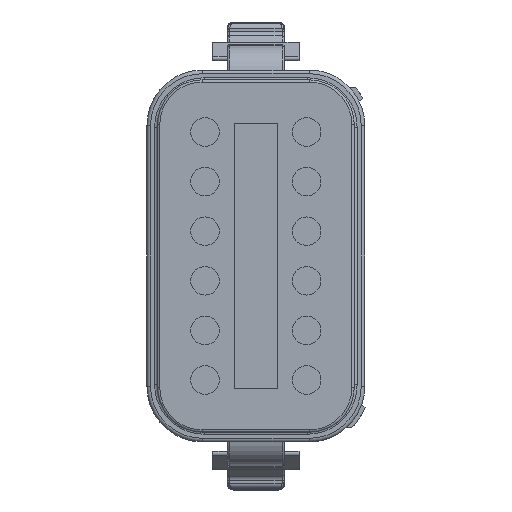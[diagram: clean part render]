
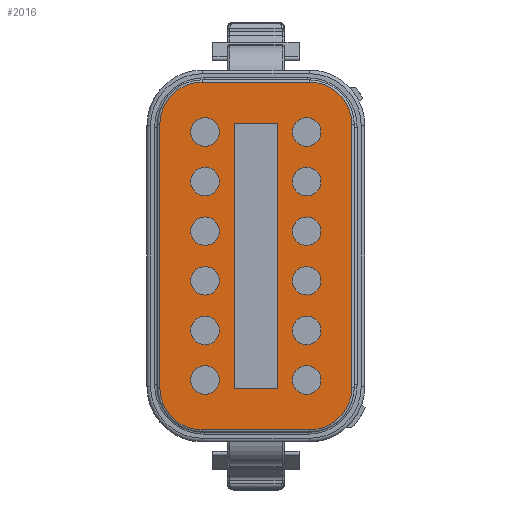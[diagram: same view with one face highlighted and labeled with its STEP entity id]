
A CAD part, front view. The second image highlights one B-rep face of the part: STEP entity #2016.
In plain terms, the highlighted planar face has unit normal (0, -1, 0).
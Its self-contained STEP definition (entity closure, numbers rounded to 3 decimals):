
#2016=ADVANCED_FACE('',(#2391,#2392,#2393,#2394,#2395,#2396,#2397,#2398,
#2399,#2400,#2401,#2402,#2403,#2404),#2281,.T.);
#2281=PLANE('',#12171);
#2391=FACE_BOUND('',#3079,.T.);
#2392=FACE_BOUND('',#3080,.T.);
#2393=FACE_BOUND('',#3081,.T.);
#2394=FACE_BOUND('',#3082,.T.);
#2395=FACE_BOUND('',#3083,.T.);
#2396=FACE_BOUND('',#3084,.T.);
#2397=FACE_BOUND('',#3085,.T.);
#2398=FACE_BOUND('',#3086,.T.);
#2399=FACE_BOUND('',#3087,.T.);
#2400=FACE_BOUND('',#3088,.T.);
#2401=FACE_BOUND('',#3089,.T.);
#2402=FACE_BOUND('',#3090,.T.);
#2403=FACE_BOUND('',#3091,.T.);
#2404=FACE_BOUND('',#3092,.T.);
#3079=EDGE_LOOP('',(#6670,#6671,#6672,#6673,#6674,#6675,#6676,#6677));
#3080=EDGE_LOOP('',(#6678,#6679,#6680,#6681));
#3081=EDGE_LOOP('',(#6682));
#3082=EDGE_LOOP('',(#6683));
#3083=EDGE_LOOP('',(#6684));
#3084=EDGE_LOOP('',(#6685));
#3085=EDGE_LOOP('',(#6686));
#3086=EDGE_LOOP('',(#6687));
#3087=EDGE_LOOP('',(#6688));
#3088=EDGE_LOOP('',(#6689));
#3089=EDGE_LOOP('',(#6690));
#3090=EDGE_LOOP('',(#6691));
#3091=EDGE_LOOP('',(#6692));
#3092=EDGE_LOOP('',(#6693));
#3816=CIRCLE('',#12139,1.28);
#3817=CIRCLE('',#12141,1.28);
#3818=CIRCLE('',#12143,1.28);
#3819=CIRCLE('',#12145,1.28);
#3820=CIRCLE('',#12147,1.28);
#3821=CIRCLE('',#12149,1.28);
#3822=CIRCLE('',#12151,1.28);
#3823=CIRCLE('',#12153,1.28);
#3824=CIRCLE('',#12155,1.28);
#3825=CIRCLE('',#12157,1.28);
#3826=CIRCLE('',#12159,1.28);
#3827=CIRCLE('',#12161,1.28);
#3828=CIRCLE('',#12167,3.8);
#3829=CIRCLE('',#12168,3.8);
#3830=CIRCLE('',#12169,3.8);
#3831=CIRCLE('',#12170,3.8);
#6670=ORIENTED_EDGE('',*,*,#9557,.T.);
#6671=ORIENTED_EDGE('',*,*,#9558,.T.);
#6672=ORIENTED_EDGE('',*,*,#9559,.T.);
#6673=ORIENTED_EDGE('',*,*,#9560,.T.);
#6674=ORIENTED_EDGE('',*,*,#9561,.T.);
#6675=ORIENTED_EDGE('',*,*,#9562,.T.);
#6676=ORIENTED_EDGE('',*,*,#9563,.T.);
#6677=ORIENTED_EDGE('',*,*,#9564,.T.);
#6678=ORIENTED_EDGE('',*,*,#9556,.F.);
#6679=ORIENTED_EDGE('',*,*,#9554,.F.);
#6680=ORIENTED_EDGE('',*,*,#9552,.F.);
#6681=ORIENTED_EDGE('',*,*,#9549,.F.);
#6682=ORIENTED_EDGE('',*,*,#9548,.F.);
#6683=ORIENTED_EDGE('',*,*,#9547,.F.);
#6684=ORIENTED_EDGE('',*,*,#9546,.F.);
#6685=ORIENTED_EDGE('',*,*,#9545,.F.);
#6686=ORIENTED_EDGE('',*,*,#9544,.F.);
#6687=ORIENTED_EDGE('',*,*,#9543,.F.);
#6688=ORIENTED_EDGE('',*,*,#9542,.F.);
#6689=ORIENTED_EDGE('',*,*,#9541,.F.);
#6690=ORIENTED_EDGE('',*,*,#9540,.F.);
#6691=ORIENTED_EDGE('',*,*,#9539,.F.);
#6692=ORIENTED_EDGE('',*,*,#9538,.F.);
#6693=ORIENTED_EDGE('',*,*,#9537,.F.);
#8025=VERTEX_POINT('',#23052);
#8026=VERTEX_POINT('',#23055);
#8027=VERTEX_POINT('',#23058);
#8028=VERTEX_POINT('',#23061);
#8029=VERTEX_POINT('',#23064);
#8030=VERTEX_POINT('',#23067);
#8031=VERTEX_POINT('',#23070);
#8032=VERTEX_POINT('',#23073);
#8033=VERTEX_POINT('',#23076);
#8034=VERTEX_POINT('',#23079);
#8035=VERTEX_POINT('',#23082);
#8036=VERTEX_POINT('',#23085);
#8037=VERTEX_POINT('',#23088);
#8038=VERTEX_POINT('',#23089);
#8039=VERTEX_POINT('',#23094);
#8040=VERTEX_POINT('',#23098);
#8041=VERTEX_POINT('',#23104);
#8042=VERTEX_POINT('',#23105);
#8043=VERTEX_POINT('',#23107);
#8044=VERTEX_POINT('',#23109);
#8045=VERTEX_POINT('',#23111);
#8046=VERTEX_POINT('',#23113);
#8047=VERTEX_POINT('',#23115);
#8048=VERTEX_POINT('',#23117);
#9537=EDGE_CURVE('',#8025,#8025,#3816,.T.);
#9538=EDGE_CURVE('',#8026,#8026,#3817,.T.);
#9539=EDGE_CURVE('',#8027,#8027,#3818,.T.);
#9540=EDGE_CURVE('',#8028,#8028,#3819,.T.);
#9541=EDGE_CURVE('',#8029,#8029,#3820,.T.);
#9542=EDGE_CURVE('',#8030,#8030,#3821,.T.);
#9543=EDGE_CURVE('',#8031,#8031,#3822,.T.);
#9544=EDGE_CURVE('',#8032,#8032,#3823,.T.);
#9545=EDGE_CURVE('',#8033,#8033,#3824,.T.);
#9546=EDGE_CURVE('',#8034,#8034,#3825,.T.);
#9547=EDGE_CURVE('',#8035,#8035,#3826,.T.);
#9548=EDGE_CURVE('',#8036,#8036,#3827,.T.);
#9549=EDGE_CURVE('',#8037,#8038,#10327,.T.);
#9552=EDGE_CURVE('',#8038,#8039,#10330,.T.);
#9554=EDGE_CURVE('',#8039,#8040,#10332,.T.);
#9556=EDGE_CURVE('',#8040,#8037,#10334,.T.);
#9557=EDGE_CURVE('',#8041,#8042,#10335,.T.);
#9558=EDGE_CURVE('',#8042,#8043,#3828,.T.);
#9559=EDGE_CURVE('',#8043,#8044,#10336,.T.);
#9560=EDGE_CURVE('',#8044,#8045,#3829,.T.);
#9561=EDGE_CURVE('',#8045,#8046,#10337,.T.);
#9562=EDGE_CURVE('',#8046,#8047,#3830,.T.);
#9563=EDGE_CURVE('',#8047,#8048,#10338,.T.);
#9564=EDGE_CURVE('',#8048,#8041,#3831,.T.);
#10327=LINE('',#23087,#10980);
#10330=LINE('',#23093,#10983);
#10332=LINE('',#23097,#10985);
#10334=LINE('',#23101,#10987);
#10335=LINE('',#23103,#10988);
#10336=LINE('',#23108,#10989);
#10337=LINE('',#23112,#10990);
#10338=LINE('',#23116,#10991);
#10980=VECTOR('',#15130,1.);
#10983=VECTOR('',#15135,1.);
#10985=VECTOR('',#15139,1.);
#10987=VECTOR('',#15143,1.);
#10988=VECTOR('',#15146,1.);
#10989=VECTOR('',#15149,1.);
#10990=VECTOR('',#15152,1.);
#10991=VECTOR('',#15155,1.);
#12139=AXIS2_PLACEMENT_3D('',#23051,#15082,#15083);
#12141=AXIS2_PLACEMENT_3D('',#23054,#15086,#15087);
#12143=AXIS2_PLACEMENT_3D('',#23057,#15090,#15091);
#12145=AXIS2_PLACEMENT_3D('',#23060,#15094,#15095);
#12147=AXIS2_PLACEMENT_3D('',#23063,#15098,#15099);
#12149=AXIS2_PLACEMENT_3D('',#23066,#15102,#15103);
#12151=AXIS2_PLACEMENT_3D('',#23069,#15106,#15107);
#12153=AXIS2_PLACEMENT_3D('',#23072,#15110,#15111);
#12155=AXIS2_PLACEMENT_3D('',#23075,#15114,#15115);
#12157=AXIS2_PLACEMENT_3D('',#23078,#15118,#15119);
#12159=AXIS2_PLACEMENT_3D('',#23081,#15122,#15123);
#12161=AXIS2_PLACEMENT_3D('',#23084,#15126,#15127);
#12167=AXIS2_PLACEMENT_3D('',#23106,#15147,#15148);
#12168=AXIS2_PLACEMENT_3D('',#23110,#15150,#15151);
#12169=AXIS2_PLACEMENT_3D('',#23114,#15153,#15154);
#12170=AXIS2_PLACEMENT_3D('',#23118,#15156,#15157);
#12171=AXIS2_PLACEMENT_3D('',#23119,#15158,#15159);
#15082=DIRECTION('',(0.,-1.,0.));
#15083=DIRECTION('',(1.,0.,0.));
#15086=DIRECTION('',(0.,-1.,0.));
#15087=DIRECTION('',(1.,0.,0.));
#15090=DIRECTION('',(0.,-1.,0.));
#15091=DIRECTION('',(1.,0.,0.));
#15094=DIRECTION('',(0.,-1.,0.));
#15095=DIRECTION('',(1.,0.,0.));
#15098=DIRECTION('',(0.,-1.,0.));
#15099=DIRECTION('',(1.,0.,0.));
#15102=DIRECTION('',(0.,-1.,0.));
#15103=DIRECTION('',(1.,0.,0.));
#15106=DIRECTION('',(0.,-1.,0.));
#15107=DIRECTION('',(1.,0.,0.));
#15110=DIRECTION('',(0.,-1.,0.));
#15111=DIRECTION('',(1.,0.,0.));
#15114=DIRECTION('',(0.,-1.,0.));
#15115=DIRECTION('',(1.,0.,0.));
#15118=DIRECTION('',(0.,-1.,0.));
#15119=DIRECTION('',(1.,0.,0.));
#15122=DIRECTION('',(0.,-1.,0.));
#15123=DIRECTION('',(1.,0.,0.));
#15126=DIRECTION('',(0.,-1.,0.));
#15127=DIRECTION('',(1.,0.,0.));
#15130=DIRECTION('',(1.,0.,0.));
#15135=DIRECTION('',(0.,0.,1.));
#15139=DIRECTION('',(-1.,0.,0.));
#15143=DIRECTION('',(0.,0.,-1.));
#15146=DIRECTION('',(-1.,0.,0.));
#15147=DIRECTION('',(0.,-1.,0.));
#15148=DIRECTION('',(0.,0.,-1.));
#15149=DIRECTION('',(0.,0.,-1.));
#15150=DIRECTION('',(0.,-1.,0.));
#15151=DIRECTION('',(0.,0.,-1.));
#15152=DIRECTION('',(1.,0.,0.));
#15153=DIRECTION('',(0.,-1.,0.));
#15154=DIRECTION('',(0.,0.,-1.));
#15155=DIRECTION('',(0.,0.,1.));
#15156=DIRECTION('',(0.,-1.,0.));
#15157=DIRECTION('',(0.,0.,-1.));
#15158=DIRECTION('',(0.,-1.,0.));
#15159=DIRECTION('',(0.,0.,1.));
#23051=CARTESIAN_POINT('',(4.56,11.9,11.125));
#23052=CARTESIAN_POINT('',(5.84,11.9,11.125));
#23054=CARTESIAN_POINT('',(-4.56,11.9,11.125));
#23055=CARTESIAN_POINT('',(-3.28,11.9,11.125));
#23057=CARTESIAN_POINT('',(-4.56,11.9,-11.125));
#23058=CARTESIAN_POINT('',(-3.28,11.9,-11.125));
#23060=CARTESIAN_POINT('',(4.56,11.9,-11.125));
#23061=CARTESIAN_POINT('',(5.84,11.9,-11.125));
#23063=CARTESIAN_POINT('',(4.56,11.9,2.225));
#23064=CARTESIAN_POINT('',(5.84,11.9,2.225));
#23066=CARTESIAN_POINT('',(4.56,11.9,-6.675));
#23067=CARTESIAN_POINT('',(5.84,11.9,-6.675));
#23069=CARTESIAN_POINT('',(-4.56,11.9,2.225));
#23070=CARTESIAN_POINT('',(-3.28,11.9,2.225));
#23072=CARTESIAN_POINT('',(-4.56,11.9,-6.675));
#23073=CARTESIAN_POINT('',(-3.28,11.9,-6.675));
#23075=CARTESIAN_POINT('',(-4.56,11.9,-2.225));
#23076=CARTESIAN_POINT('',(-3.28,11.9,-2.225));
#23078=CARTESIAN_POINT('',(-4.56,11.9,6.675));
#23079=CARTESIAN_POINT('',(-3.28,11.9,6.675));
#23081=CARTESIAN_POINT('',(4.56,11.9,-2.225));
#23082=CARTESIAN_POINT('',(5.84,11.9,-2.225));
#23084=CARTESIAN_POINT('',(4.56,11.9,6.675));
#23085=CARTESIAN_POINT('',(5.84,11.9,6.675));
#23087=CARTESIAN_POINT('',(-1.95,11.9,-11.85));
#23088=CARTESIAN_POINT('',(-1.95,11.9,-11.85));
#23089=CARTESIAN_POINT('',(1.95,11.9,-11.85));
#23093=CARTESIAN_POINT('',(1.95,11.9,-11.85));
#23094=CARTESIAN_POINT('',(1.95,11.9,11.85));
#23097=CARTESIAN_POINT('',(1.95,11.9,11.85));
#23098=CARTESIAN_POINT('',(-1.95,11.9,11.85));
#23101=CARTESIAN_POINT('',(-1.95,11.9,11.85));
#23103=CARTESIAN_POINT('',(-4.825,11.9,15.6));
#23104=CARTESIAN_POINT('',(4.825,11.9,15.6));
#23105=CARTESIAN_POINT('',(-4.825,11.9,15.6));
#23106=CARTESIAN_POINT('',(-4.825,11.9,11.8));
#23107=CARTESIAN_POINT('',(-8.625,11.9,11.8));
#23108=CARTESIAN_POINT('',(-8.625,11.9,-11.8));
#23109=CARTESIAN_POINT('',(-8.625,11.9,-11.8));
#23110=CARTESIAN_POINT('',(-4.825,11.9,-11.8));
#23111=CARTESIAN_POINT('',(-4.825,11.9,-15.6));
#23112=CARTESIAN_POINT('',(4.825,11.9,-15.6));
#23113=CARTESIAN_POINT('',(4.825,11.9,-15.6));
#23114=CARTESIAN_POINT('',(4.825,11.9,-11.8));
#23115=CARTESIAN_POINT('',(8.625,11.9,-11.8));
#23116=CARTESIAN_POINT('',(8.625,11.9,11.8));
#23117=CARTESIAN_POINT('',(8.625,11.9,11.8));
#23118=CARTESIAN_POINT('',(4.825,11.9,11.8));
#23119=CARTESIAN_POINT('',(-4.9,11.9,-11.65));
